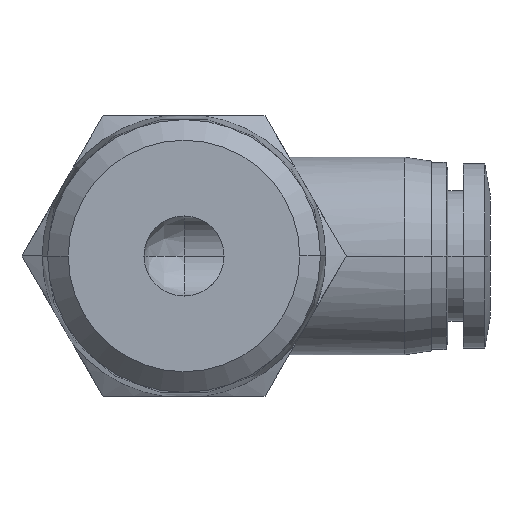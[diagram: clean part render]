
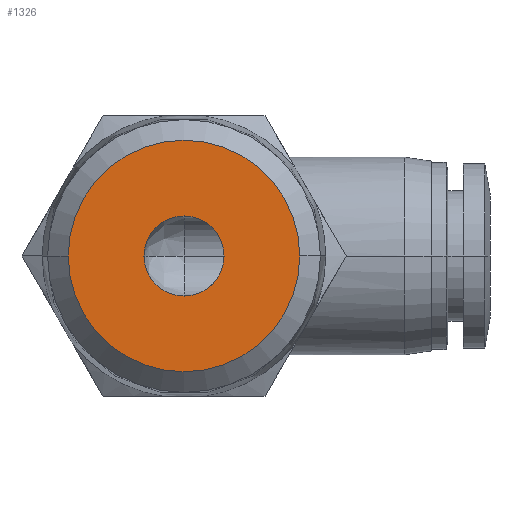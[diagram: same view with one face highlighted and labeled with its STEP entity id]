
A CAD part, front view. The second image highlights one B-rep face of the part: STEP entity #1326.
In plain terms, the highlighted planar face has unit normal (0, -1, 0).
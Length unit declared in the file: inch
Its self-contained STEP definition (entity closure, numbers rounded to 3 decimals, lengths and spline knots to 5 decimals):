
#234 = CIRCLE ( 'NONE', #2739, 0.11811 ) ;
#339 = DIRECTION ( 'NONE',  ( 0., 1., 0. ) ) ;
#557 = PLANE ( 'NONE',  #1573 ) ;
#593 = VERTEX_POINT ( 'NONE', #3244 ) ;
#769 = ORIENTED_EDGE ( 'NONE', *, *, #872, .F. ) ;
#872 = EDGE_CURVE ( 'NONE', #2420, #2616, #2103, .T. ) ;
#1026 = FACE_OUTER_BOUND ( 'NONE', #3063, .T. ) ;
#1029 = FACE_BOUND ( 'NONE', #3129, .T. ) ;
#1188 = CIRCLE ( 'NONE', #2682, 0.11811 ) ;
#1263 = ORIENTED_EDGE ( 'NONE', *, *, #1278, .T. ) ;
#1278 = EDGE_CURVE ( 'NONE', #593, #1554, #1188, .T. ) ;
#1326 = ADVANCED_FACE ( 'NONE', ( #1029, #1026 ), #557, .T. ) ;
#1554 = VERTEX_POINT ( 'NONE', #2075 ) ;
#1573 = AXIS2_PLACEMENT_3D ( 'NONE', #3436, #3425, #3414 ) ;
#1578 = AXIS2_PLACEMENT_3D ( 'NONE', #3157, #1632, #3410 ) ;
#1632 = DIRECTION ( 'NONE',  ( 0., 1., 0. ) ) ;
#1975 = CIRCLE ( 'NONE', #1578, 0.34104 ) ;
#1998 = CARTESIAN_POINT ( 'NONE',  ( 0., -0.7874, 0. ) ) ;
#2046 = CARTESIAN_POINT ( 'NONE',  ( -0.34104, -0.7874, 0. ) ) ;
#2075 = CARTESIAN_POINT ( 'NONE',  ( -0.11811, -0.7874, 0. ) ) ;
#2095 = EDGE_CURVE ( 'NONE', #2616, #2420, #1975, .T. ) ;
#2103 = CIRCLE ( 'NONE', #2306, 0.34104 ) ;
#2249 = DIRECTION ( 'NONE',  ( -1., 0., 0. ) ) ;
#2256 = DIRECTION ( 'NONE',  ( -1., 0., 0. ) ) ;
#2306 = AXIS2_PLACEMENT_3D ( 'NONE', #2935, #3073, #3165 ) ;
#2420 = VERTEX_POINT ( 'NONE', #3019 ) ;
#2452 = ORIENTED_EDGE ( 'NONE', *, *, #2095, .F. ) ;
#2458 = EDGE_CURVE ( 'NONE', #1554, #593, #234, .T. ) ;
#2499 = ORIENTED_EDGE ( 'NONE', *, *, #2458, .T. ) ;
#2600 = CARTESIAN_POINT ( 'NONE',  ( 0., -0.7874, 0. ) ) ;
#2616 = VERTEX_POINT ( 'NONE', #2046 ) ;
#2682 = AXIS2_PLACEMENT_3D ( 'NONE', #2600, #2704, #2249 ) ;
#2704 = DIRECTION ( 'NONE',  ( 0., 1., 0. ) ) ;
#2739 = AXIS2_PLACEMENT_3D ( 'NONE', #1998, #339, #2256 ) ;
#2935 = CARTESIAN_POINT ( 'NONE',  ( 0., -0.7874, 0. ) ) ;
#3019 = CARTESIAN_POINT ( 'NONE',  ( 0.34104, -0.7874, 0. ) ) ;
#3063 = EDGE_LOOP ( 'NONE', ( #2452, #769 ) ) ;
#3073 = DIRECTION ( 'NONE',  ( 0., 1., 0. ) ) ;
#3129 = EDGE_LOOP ( 'NONE', ( #2499, #1263 ) ) ;
#3157 = CARTESIAN_POINT ( 'NONE',  ( 0., -0.7874, 0. ) ) ;
#3165 = DIRECTION ( 'NONE',  ( -1., 0., 0. ) ) ;
#3244 = CARTESIAN_POINT ( 'NONE',  ( 0.11811, -0.7874, 0. ) ) ;
#3410 = DIRECTION ( 'NONE',  ( -1., 0., 0. ) ) ;
#3414 = DIRECTION ( 'NONE',  ( 1., 0., 0. ) ) ;
#3425 = DIRECTION ( 'NONE',  ( 0., -1., 0. ) ) ;
#3436 = CARTESIAN_POINT ( 'NONE',  ( -0.17052, -0.7874, 0. ) ) ;
